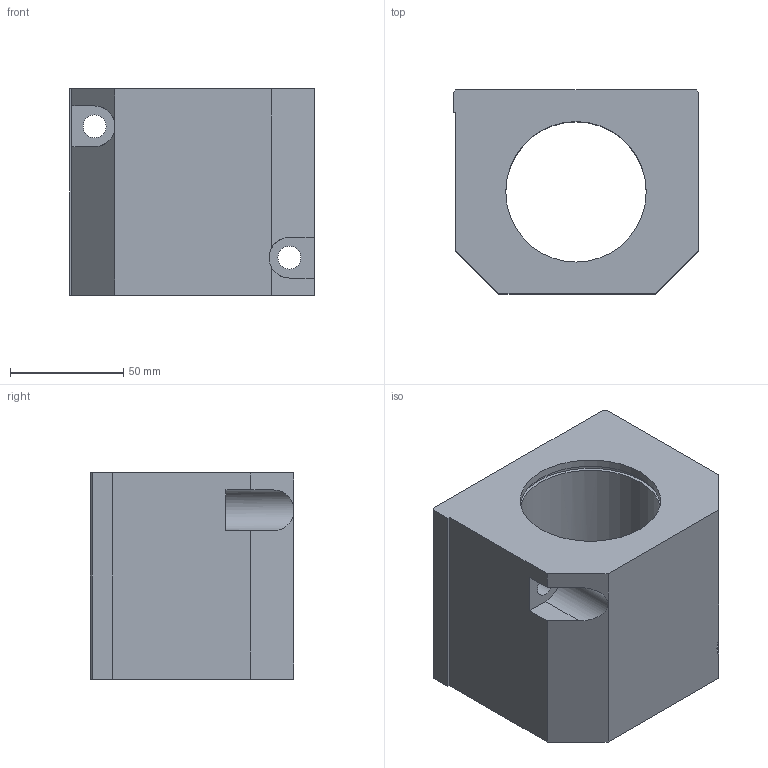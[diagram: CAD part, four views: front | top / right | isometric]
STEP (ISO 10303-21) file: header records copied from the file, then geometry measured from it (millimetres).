
FILE_DESCRIPTION( ( 'STEP AP214' ), '1' );
FILE_NAME( 'AG-40_2_14a.stp', ' ', ( ' ' ), ( ' ' ), 'PSStep 15.0.47', 'PARTsolutions', ' ' );
FILE_SCHEMA( ( 'AUTOMOTIVE_DESIGN { 1 0 10303 214 1 1 1 1 }' ) );
Length unit declared in the file: millimetre
Products named in the file (1): HI_AG-40
Bounding box: 108 x 90 x 91 mm (x, y, z)
Volume: 545045.5 mm3; surface area: 71008.2 mm2
Topology: 1 solids, 1 shells, 39 faces, 92 edges, 60 vertices
Faces by surface type: plane 25, cylinder 11, cone 3
Full cylindrical faces by diameter (mm): 4.3 x1, 6.647 x1, 10.106 x2, 62 x3, 65 x2
Entity records: 1460 total; most frequent: CARTESIAN_POINT 237, DIRECTION 186, ORIENTED_EDGE 160, EDGE_CURVE 80, AXIS2_PLACEMENT_3D 67, EDGE_LOOP 64, VERTEX_POINT 60, LINE 52
